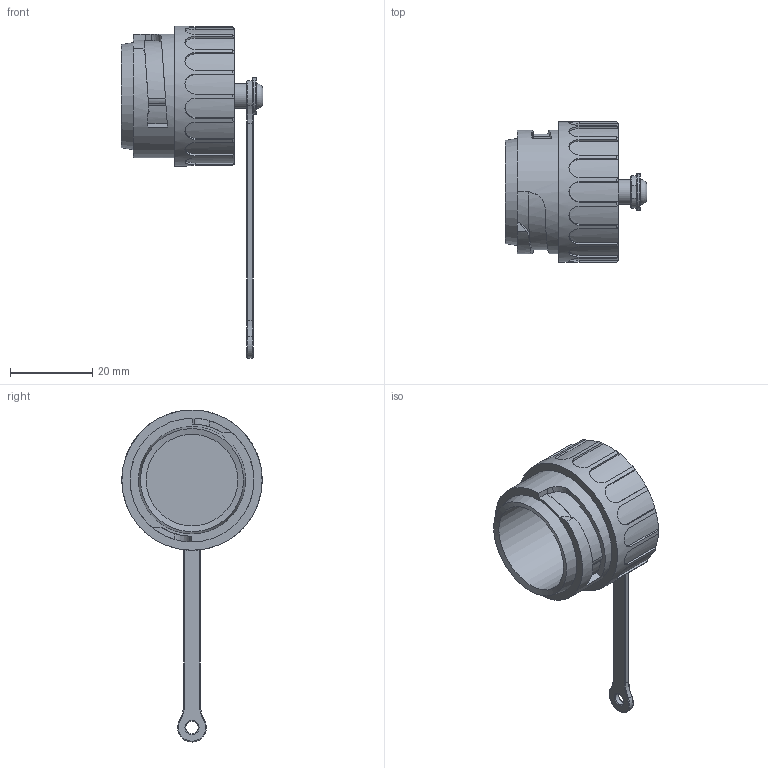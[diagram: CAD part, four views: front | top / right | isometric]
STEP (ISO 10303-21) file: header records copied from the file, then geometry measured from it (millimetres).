
FILE_DESCRIPTION(/* description */ (''),/* implementation_level */ '2;1');
FILE_NAME(/* name */ 'c016 00v000 021 1nxc001-06.stp',/* time_stamp */ '2019-06-12T15:06:16+02:00',/* author */ (''),/* organization */ (''),/* preprocessor_version */ 'ST-DEVELOPER v16.7',/* originating_system */ 'SIEMENS PLM Software NX 12.0',/* authorisation */ '');
FILE_SCHEMA (('AUTOMOTIVE_DESIGN { 1 0 10303 214 3 1 1 1 }'));
Length unit declared in the file: millimetre
Products named in the file (1): c016 00v000 021 1nxc001-06
Bounding box: 34.4 x 34 x 80.5 mm (x, y, z)
Volume: 8494.8 mm3; surface area: 8887.3 mm2
Topology: 1 solids, 2 shells, 207 faces, 524 edges, 328 vertices
Faces by surface type: cylinder 97, plane 64, bspline 22, cone 21, torus 3
Full cylindrical faces by diameter (mm): 3 x1, 4 x2, 4.3 x1, 6 x1, 8.8 x1, 22.2 x1, 26 x1, 30 x2, 34 x1
Entity records: 8464 total; most frequent: CARTESIAN_POINT 2389, ORIENTED_EDGE 992, DIRECTION 899, EDGE_CURVE 496, AXIS2_PLACEMENT_3D 348, VERTEX_POINT 322, EDGE_LOOP 238, ADVANCED_FACE 206
